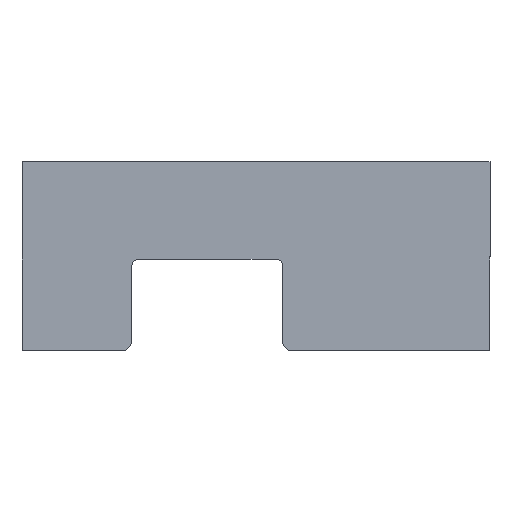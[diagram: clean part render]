
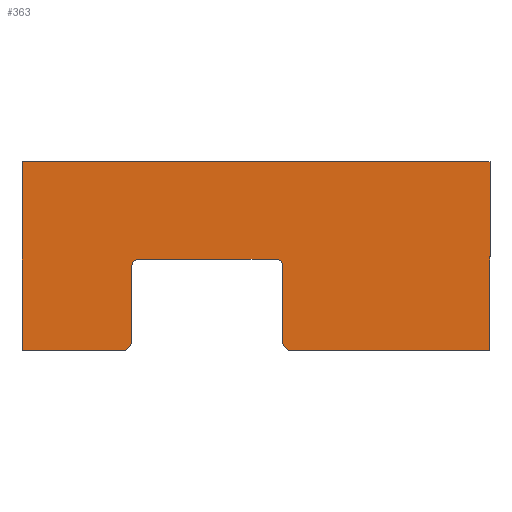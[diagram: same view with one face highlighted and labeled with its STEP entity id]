
A CAD part, top view. The second image highlights one B-rep face of the part: STEP entity #363.
In plain terms, the highlighted planar face has unit normal (0, 0, 1).
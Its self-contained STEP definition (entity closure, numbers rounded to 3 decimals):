
#4 = LINE ( 'NONE', #388, #255 ) ;
#6 = CARTESIAN_POINT ( 'NONE',  ( 74.5, 0., 3. ) ) ;
#10 = LINE ( 'NONE', #75, #97 ) ;
#28 = VERTEX_POINT ( 'NONE', #174 ) ;
#29 = EDGE_CURVE ( 'NONE', #163, #36, #406, .T. ) ;
#36 = VERTEX_POINT ( 'NONE', #143 ) ;
#39 = LINE ( 'NONE', #198, #319 ) ;
#49 = EDGE_CURVE ( 'NONE', #28, #362, #366, .T. ) ;
#57 = CARTESIAN_POINT ( 'NONE',  ( 8.5, 29., 3. ) ) ;
#61 = DIRECTION ( 'NONE',  ( 0., -1., 0. ) ) ;
#72 = AXIS2_PLACEMENT_3D ( 'NONE', #135, #361, #407 ) ;
#75 = CARTESIAN_POINT ( 'NONE',  ( 74.5, 60., 3. ) ) ;
#79 = VERTEX_POINT ( 'NONE', #331 ) ;
#80 = VECTOR ( 'NONE', #341, 1000. ) ;
#85 = DIRECTION ( 'NONE',  ( 0.707, 0.707, 0. ) ) ;
#95 = CARTESIAN_POINT ( 'NONE',  ( -39.5, 29., 3. ) ) ;
#97 = VECTOR ( 'NONE', #393, 1000. ) ;
#99 = DIRECTION ( 'NONE',  ( -1., 0., 0. ) ) ;
#105 = VECTOR ( 'NONE', #61, 1000. ) ;
#107 = LINE ( 'NONE', #184, #437 ) ;
#126 = ORIENTED_EDGE ( 'NONE', *, *, #156, .T. ) ;
#128 = VERTEX_POINT ( 'NONE', #6 ) ;
#130 = CARTESIAN_POINT ( 'NONE',  ( -37.4, 29., 3. ) ) ;
#135 = CARTESIAN_POINT ( 'NONE',  ( 0., 0., 3. ) ) ;
#140 = ORIENTED_EDGE ( 'NONE', *, *, #438, .T. ) ;
#143 = CARTESIAN_POINT ( 'NONE',  ( 8.5, 26.9, 3. ) ) ;
#144 = CARTESIAN_POINT ( 'NONE',  ( 6.4, 26.9, 3. ) ) ;
#145 = LINE ( 'NONE', #181, #80 ) ;
#151 = AXIS2_PLACEMENT_3D ( 'NONE', #144, #357, #421 ) ;
#156 = EDGE_CURVE ( 'NONE', #79, #36, #247, .T. ) ;
#162 = CARTESIAN_POINT ( 'NONE',  ( -74.5, 0., 3. ) ) ;
#163 = VERTEX_POINT ( 'NONE', #316 ) ;
#164 = CARTESIAN_POINT ( 'NONE',  ( -37.4, 26.9, 3. ) ) ;
#173 = EDGE_CURVE ( 'NONE', #196, #128, #4, .T. ) ;
#174 = CARTESIAN_POINT ( 'NONE',  ( -74.5, 60., 3. ) ) ;
#180 = VERTEX_POINT ( 'NONE', #313 ) ;
#181 = CARTESIAN_POINT ( 'NONE',  ( 5.25, 5.25, 3. ) ) ;
#184 = CARTESIAN_POINT ( 'NONE',  ( -74.5, 0., 3. ) ) ;
#196 = VERTEX_POINT ( 'NONE', #425 ) ;
#198 = CARTESIAN_POINT ( 'NONE',  ( -20.75, 20.75, 3. ) ) ;
#206 = VERTEX_POINT ( 'NONE', #354 ) ;
#215 = CARTESIAN_POINT ( 'NONE',  ( -39.5, 2., 3. ) ) ;
#220 = CARTESIAN_POINT ( 'NONE',  ( -39.5, 26.9, 3. ) ) ;
#229 = EDGE_CURVE ( 'NONE', #206, #375, #39, .T. ) ;
#238 = ORIENTED_EDGE ( 'NONE', *, *, #229, .T. ) ;
#240 = EDGE_CURVE ( 'NONE', #128, #180, #10, .T. ) ;
#247 = CIRCLE ( 'NONE', #151, 2.1 ) ;
#250 = LINE ( 'NONE', #485, #296 ) ;
#254 = FACE_OUTER_BOUND ( 'NONE', #494, .T. ) ;
#255 = VECTOR ( 'NONE', #461, 1000. ) ;
#261 = ORIENTED_EDGE ( 'NONE', *, *, #306, .F. ) ;
#271 = ORIENTED_EDGE ( 'NONE', *, *, #173, .T. ) ;
#282 = VECTOR ( 'NONE', #452, 1000. ) ;
#296 = VECTOR ( 'NONE', #99, 1000. ) ;
#298 = VECTOR ( 'NONE', #305, 1000. ) ;
#305 = DIRECTION ( 'NONE',  ( -1., 0., 0. ) ) ;
#306 = EDGE_CURVE ( 'NONE', #463, #375, #403, .T. ) ;
#313 = CARTESIAN_POINT ( 'NONE',  ( 74.5, 60., 3. ) ) ;
#316 = CARTESIAN_POINT ( 'NONE',  ( 8.5, 2., 3. ) ) ;
#319 = VECTOR ( 'NONE', #85, 1000. ) ;
#321 = ORIENTED_EDGE ( 'NONE', *, *, #383, .T. ) ;
#325 = DIRECTION ( 'NONE',  ( 0., 0., -1. ) ) ;
#331 = CARTESIAN_POINT ( 'NONE',  ( 6.4, 29., 3. ) ) ;
#340 = ORIENTED_EDGE ( 'NONE', *, *, #346, .T. ) ;
#341 = DIRECTION ( 'NONE',  ( 0.707, -0.707, 0. ) ) ;
#346 = EDGE_CURVE ( 'NONE', #180, #28, #250, .T. ) ;
#353 = ORIENTED_EDGE ( 'NONE', *, *, #240, .T. ) ;
#354 = CARTESIAN_POINT ( 'NONE',  ( -41.5, 0., 3. ) ) ;
#357 = DIRECTION ( 'NONE',  ( 0., 0., -1. ) ) ;
#361 = DIRECTION ( 'NONE',  ( 0., 0., 1. ) ) ;
#362 = VERTEX_POINT ( 'NONE', #162 ) ;
#363 = ADVANCED_FACE ( 'NONE', ( #254 ), #488, .T. ) ;
#364 = AXIS2_PLACEMENT_3D ( 'NONE', #164, #325, #483 ) ;
#366 = LINE ( 'NONE', #489, #282 ) ;
#371 = ORIENTED_EDGE ( 'NONE', *, *, #49, .T. ) ;
#375 = VERTEX_POINT ( 'NONE', #215 ) ;
#383 = EDGE_CURVE ( 'NONE', #463, #389, #387, .T. ) ;
#387 = CIRCLE ( 'NONE', #364, 2.1 ) ;
#388 = CARTESIAN_POINT ( 'NONE',  ( -74.5, 0., 3. ) ) ;
#389 = VERTEX_POINT ( 'NONE', #130 ) ;
#393 = DIRECTION ( 'NONE',  ( 0., 1., 0. ) ) ;
#403 = LINE ( 'NONE', #95, #105 ) ;
#406 = LINE ( 'NONE', #57, #502 ) ;
#407 = DIRECTION ( 'NONE',  ( 1., 0., 0. ) ) ;
#408 = EDGE_CURVE ( 'NONE', #79, #389, #491, .T. ) ;
#409 = DIRECTION ( 'NONE',  ( 0., 1., 0. ) ) ;
#410 = DIRECTION ( 'NONE',  ( 1., 0., 0. ) ) ;
#411 = ORIENTED_EDGE ( 'NONE', *, *, #29, .F. ) ;
#421 = DIRECTION ( 'NONE',  ( 1., 0., 0. ) ) ;
#425 = CARTESIAN_POINT ( 'NONE',  ( 10.5, 0., 3. ) ) ;
#437 = VECTOR ( 'NONE', #410, 1000. ) ;
#438 = EDGE_CURVE ( 'NONE', #163, #196, #145, .T. ) ;
#447 = ORIENTED_EDGE ( 'NONE', *, *, #456, .T. ) ;
#452 = DIRECTION ( 'NONE',  ( 0., -1., 0. ) ) ;
#456 = EDGE_CURVE ( 'NONE', #362, #206, #107, .T. ) ;
#458 = CARTESIAN_POINT ( 'NONE',  ( -39.5, 29., 3. ) ) ;
#461 = DIRECTION ( 'NONE',  ( 1., 0., 0. ) ) ;
#463 = VERTEX_POINT ( 'NONE', #220 ) ;
#481 = ORIENTED_EDGE ( 'NONE', *, *, #408, .F. ) ;
#483 = DIRECTION ( 'NONE',  ( 1., 0., 0. ) ) ;
#485 = CARTESIAN_POINT ( 'NONE',  ( -74.5, 60., 3. ) ) ;
#488 = PLANE ( 'NONE',  #72 ) ;
#489 = CARTESIAN_POINT ( 'NONE',  ( -74.5, 60., 3. ) ) ;
#491 = LINE ( 'NONE', #458, #298 ) ;
#494 = EDGE_LOOP ( 'NONE', ( #447, #238, #261, #321, #481, #126, #411, #140, #271, #353, #340, #371 ) ) ;
#502 = VECTOR ( 'NONE', #409, 1000. ) ;
